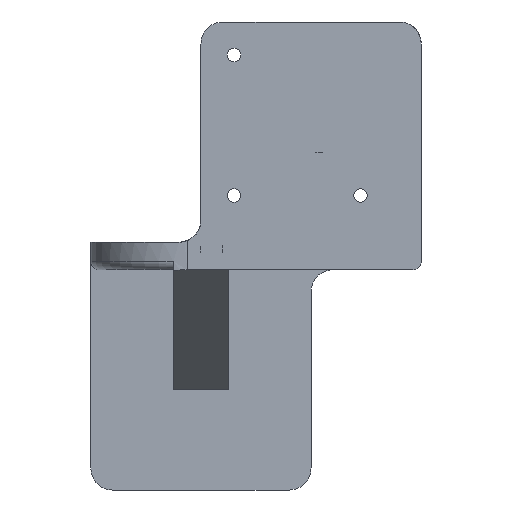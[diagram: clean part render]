
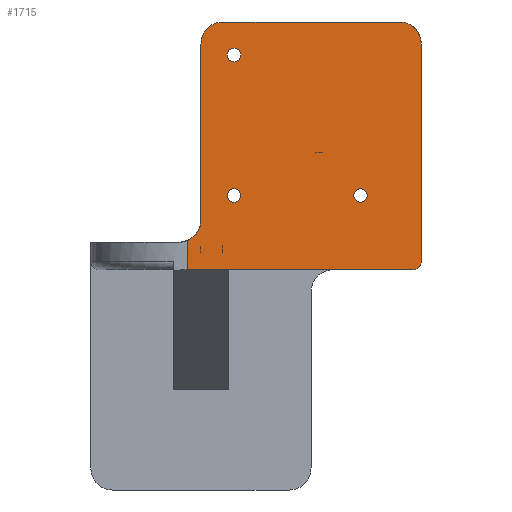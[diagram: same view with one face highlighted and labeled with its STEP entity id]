
A CAD part, front view. The second image highlights one B-rep face of the part: STEP entity #1715.
In plain terms, the highlighted planar face has unit normal (0, -1, 0).
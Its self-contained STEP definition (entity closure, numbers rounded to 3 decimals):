
#2=DIRECTION('',(0.,0.,1.));
#3=VECTOR('',#2,64.);
#4=CARTESIAN_POINT('',(-40.,0.,-27.));
#5=LINE('',#4,#3);
#6=CARTESIAN_POINT('',(-32.,0.,37.));
#7=DIRECTION('',(0.,-1.,0.));
#8=DIRECTION('',(0.,0.,1.));
#9=AXIS2_PLACEMENT_3D('',#6,#7,#8);
#11=DIRECTION('',(1.,0.,0.));
#12=VECTOR('',#11,64.);
#13=CARTESIAN_POINT('',(-32.,0.,45.));
#14=LINE('',#13,#12);
#15=CARTESIAN_POINT('',(32.,0.,37.));
#16=DIRECTION('',(0.,-1.,0.));
#17=DIRECTION('',(1.,0.,0.));
#18=AXIS2_PLACEMENT_3D('',#15,#16,#17);
#20=DIRECTION('',(0.,0.,-1.));
#21=VECTOR('',#20,79.);
#22=CARTESIAN_POINT('',(40.,0.,37.));
#23=LINE('',#22,#21);
#24=CARTESIAN_POINT('',(37.,0.,-42.));
#25=DIRECTION('',(0.,-1.,0.));
#26=DIRECTION('',(0.,0.,-1.));
#27=AXIS2_PLACEMENT_3D('',#24,#25,#26);
#29=DIRECTION('',(-1.,0.,0.));
#30=VECTOR('',#29,67.);
#31=CARTESIAN_POINT('',(37.,0.,-45.));
#32=LINE('',#31,#30);
#33=DIRECTION('',(1.,0.,0.));
#34=VECTOR('',#33,15.);
#35=CARTESIAN_POINT('',(-45.,0.,-45.));
#36=LINE('',#35,#34);
#37=CARTESIAN_POINT('',(-28.,0.,33.));
#38=DIRECTION('',(0.,1.,0.));
#39=DIRECTION('',(1.,0.,0.));
#40=AXIS2_PLACEMENT_3D('',#37,#38,#39);
#42=CARTESIAN_POINT('',(-28.,0.,33.));
#43=DIRECTION('',(0.,1.,0.));
#44=DIRECTION('',(-1.,0.,0.));
#45=AXIS2_PLACEMENT_3D('',#42,#43,#44);
#47=CARTESIAN_POINT('',(-28.,0.,-18.));
#48=DIRECTION('',(0.,1.,0.));
#49=DIRECTION('',(1.,0.,0.));
#50=AXIS2_PLACEMENT_3D('',#47,#48,#49);
#52=CARTESIAN_POINT('',(-28.,0.,-18.));
#53=DIRECTION('',(0.,1.,0.));
#54=DIRECTION('',(-1.,0.,0.));
#55=AXIS2_PLACEMENT_3D('',#52,#53,#54);
#57=CARTESIAN_POINT('',(18.,0.,-18.));
#58=DIRECTION('',(0.,1.,0.));
#59=DIRECTION('',(1.,0.,0.));
#60=AXIS2_PLACEMENT_3D('',#57,#58,#59);
#62=CARTESIAN_POINT('',(18.,0.,-18.));
#63=DIRECTION('',(0.,1.,0.));
#64=DIRECTION('',(-1.,0.,0.));
#65=AXIS2_PLACEMENT_3D('',#62,#63,#64);
#67=DIRECTION('',(0.,0.,-1.));
#68=VECTOR('',#67,10.584);
#69=CARTESIAN_POINT('',(-45.,0.,-34.416));
#70=LINE('',#69,#68);
#345=CARTESIAN_POINT('',(-48.,0.,-27.));
#346=DIRECTION('',(0.,1.,0.));
#347=DIRECTION('',(1.,0.,0.));
#348=AXIS2_PLACEMENT_3D('',#345,#346,#347);
#1328=CARTESIAN_POINT('',(-45.,0.,-45.));
#1414=CARTESIAN_POINT('',(-30.,0.,-45.));
#1416=VERTEX_POINT('',#1414);
#1424=CARTESIAN_POINT('',(37.,0.,-45.));
#1425=CARTESIAN_POINT('',(40.,0.,-42.));
#1426=VERTEX_POINT('',#1424);
#1427=VERTEX_POINT('',#1425);
#1502=CARTESIAN_POINT('',(-32.,0.,45.));
#1503=CARTESIAN_POINT('',(-40.,0.,37.));
#1504=VERTEX_POINT('',#1502);
#1505=VERTEX_POINT('',#1503);
#1516=CARTESIAN_POINT('',(-40.,0.,-27.));
#1517=VERTEX_POINT('',#1516);
#1528=CARTESIAN_POINT('',(40.,0.,37.));
#1529=CARTESIAN_POINT('',(32.,0.,45.));
#1530=VERTEX_POINT('',#1528);
#1531=VERTEX_POINT('',#1529);
#1547=CARTESIAN_POINT('',(-45.,0.,-34.416));
#1548=VERTEX_POINT('',#1547);
#1556=VERTEX_POINT('',#1328);
#1576=CARTESIAN_POINT('',(-25.55,0.,33.));
#1577=CARTESIAN_POINT('',(-30.45,0.,33.));
#1578=VERTEX_POINT('',#1576);
#1579=VERTEX_POINT('',#1577);
#1588=CARTESIAN_POINT('',(-25.55,0.,-18.));
#1589=CARTESIAN_POINT('',(-30.45,0.,-18.));
#1590=VERTEX_POINT('',#1588);
#1591=VERTEX_POINT('',#1589);
#1600=CARTESIAN_POINT('',(20.45,0.,-18.));
#1601=CARTESIAN_POINT('',(15.55,0.,-18.));
#1602=VERTEX_POINT('',#1600);
#1603=VERTEX_POINT('',#1601);
#1670=CARTESIAN_POINT('',(0.,0.,0.));
#1671=DIRECTION('',(0.,1.,0.));
#1672=DIRECTION('',(1.,0.,0.));
#1673=AXIS2_PLACEMENT_3D('',#1670,#1671,#1672);
#1674=PLANE('',#1673);
#1676=ORIENTED_EDGE('',*,*,#1675,.F.);
#1678=ORIENTED_EDGE('',*,*,#1677,.F.);
#1680=ORIENTED_EDGE('',*,*,#1679,.T.);
#1682=ORIENTED_EDGE('',*,*,#1681,.F.);
#1684=ORIENTED_EDGE('',*,*,#1683,.T.);
#1686=ORIENTED_EDGE('',*,*,#1685,.F.);
#1688=ORIENTED_EDGE('',*,*,#1687,.T.);
#1690=ORIENTED_EDGE('',*,*,#1689,.F.);
#1692=ORIENTED_EDGE('',*,*,#1691,.T.);
#1694=ORIENTED_EDGE('',*,*,#1693,.F.);
#1695=EDGE_LOOP('',(#1676,#1678,#1680,#1682,#1684,#1686,#1688,#1690,#1692,
#1694));
#1696=FACE_OUTER_BOUND('',#1695,.F.);
#1698=ORIENTED_EDGE('',*,*,#1697,.F.);
#1700=ORIENTED_EDGE('',*,*,#1699,.F.);
#1701=EDGE_LOOP('',(#1698,#1700));
#1702=FACE_BOUND('',#1701,.F.);
#1704=ORIENTED_EDGE('',*,*,#1703,.F.);
#1706=ORIENTED_EDGE('',*,*,#1705,.F.);
#1707=EDGE_LOOP('',(#1704,#1706));
#1708=FACE_BOUND('',#1707,.F.);
#1710=ORIENTED_EDGE('',*,*,#1709,.F.);
#1712=ORIENTED_EDGE('',*,*,#1711,.F.);
#1713=EDGE_LOOP('',(#1710,#1712));
#1714=FACE_BOUND('',#1713,.F.);
#1715=ADVANCED_FACE('',(#1696,#1702,#1708,#1714),#1674,.F.);
#10=CIRCLE('',#9,8.);
#19=CIRCLE('',#18,8.);
#28=CIRCLE('',#27,3.);
#41=CIRCLE('',#40,2.45);
#46=CIRCLE('',#45,2.45);
#51=CIRCLE('',#50,2.45);
#56=CIRCLE('',#55,2.45);
#61=CIRCLE('',#60,2.45);
#66=CIRCLE('',#65,2.45);
#349=CIRCLE('',#348,8.);
#1675=EDGE_CURVE('',#1548,#1556,#70,.T.);
#1677=EDGE_CURVE('',#1517,#1548,#349,.T.);
#1679=EDGE_CURVE('',#1517,#1505,#5,.T.);
#1681=EDGE_CURVE('',#1504,#1505,#10,.T.);
#1683=EDGE_CURVE('',#1504,#1531,#14,.T.);
#1685=EDGE_CURVE('',#1530,#1531,#19,.T.);
#1687=EDGE_CURVE('',#1530,#1427,#23,.T.);
#1689=EDGE_CURVE('',#1426,#1427,#28,.T.);
#1691=EDGE_CURVE('',#1426,#1416,#32,.T.);
#1693=EDGE_CURVE('',#1556,#1416,#36,.T.);
#1697=EDGE_CURVE('',#1578,#1579,#41,.T.);
#1699=EDGE_CURVE('',#1579,#1578,#46,.T.);
#1703=EDGE_CURVE('',#1590,#1591,#51,.T.);
#1705=EDGE_CURVE('',#1591,#1590,#56,.T.);
#1709=EDGE_CURVE('',#1602,#1603,#61,.T.);
#1711=EDGE_CURVE('',#1603,#1602,#66,.T.);
